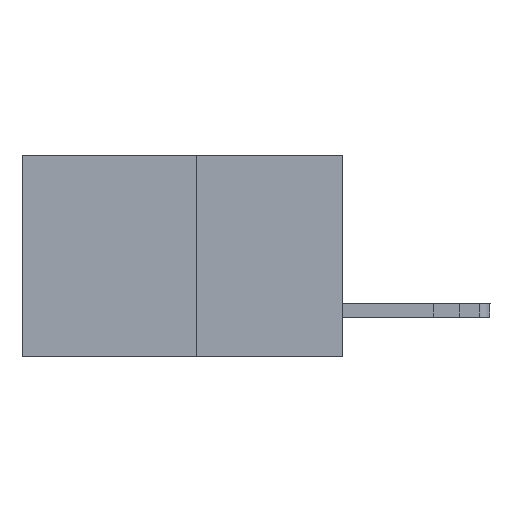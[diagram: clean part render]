
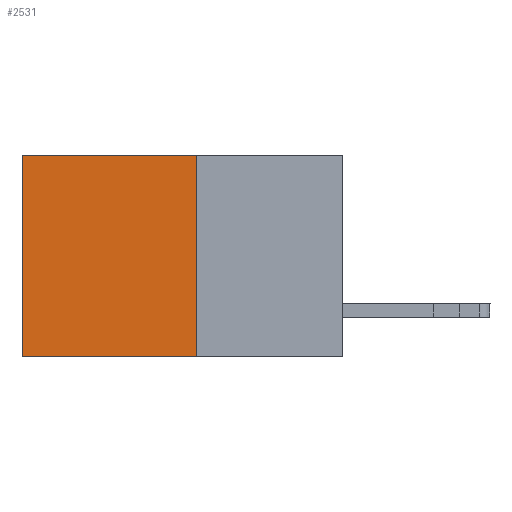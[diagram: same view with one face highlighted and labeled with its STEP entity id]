
A CAD part, left-side view. The second image highlights one B-rep face of the part: STEP entity #2531.
In plain terms, the highlighted planar face has unit normal (-1, 0, 0).
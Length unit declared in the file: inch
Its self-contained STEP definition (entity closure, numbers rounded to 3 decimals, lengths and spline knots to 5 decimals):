
#513 = VERTEX_POINT ( 'NONE', #12392 ) ;
#550 = DIRECTION ( 'NONE',  ( 0., 1., 0. ) ) ;
#592 = LINE ( 'NONE', #3654, #5885 ) ;
#1301 = DIRECTION ( 'NONE',  ( 1., 0., 0. ) ) ;
#2028 = LINE ( 'NONE', #5415, #12334 ) ;
#2261 = VERTEX_POINT ( 'NONE', #12780 ) ;
#2531 = ADVANCED_FACE ( 'NONE', ( #6964 ), #8208, .F. ) ;
#2949 = ORIENTED_EDGE ( 'NONE', *, *, #11404, .F. ) ;
#3049 = VECTOR ( 'NONE', #550, 39.37008 ) ;
#3654 = CARTESIAN_POINT ( 'NONE',  ( 0.277, 0.59, -0.37 ) ) ;
#3918 = EDGE_CURVE ( 'NONE', #2261, #4543, #2028, .T. ) ;
#4543 = VERTEX_POINT ( 'NONE', #13293 ) ;
#4782 = DIRECTION ( 'NONE',  ( 0., 0., -1. ) ) ;
#5415 = CARTESIAN_POINT ( 'NONE',  ( 0.277, 0.27, 0. ) ) ;
#5564 = VERTEX_POINT ( 'NONE', #10345 ) ;
#5661 = EDGE_LOOP ( 'NONE', ( #11072, #8718, #2949, #13276 ) ) ;
#5885 = VECTOR ( 'NONE', #4782, 39.37008 ) ;
#5920 = CARTESIAN_POINT ( 'NONE',  ( 0.277, 0.27, -0.37 ) ) ;
#6964 = FACE_OUTER_BOUND ( 'NONE', #5661, .T. ) ;
#7036 = VECTOR ( 'NONE', #8565, 39.37008 ) ;
#8208 = PLANE ( 'NONE',  #8937 ) ;
#8565 = DIRECTION ( 'NONE',  ( 0., 0., -1. ) ) ;
#8674 = LINE ( 'NONE', #9995, #3049 ) ;
#8718 = ORIENTED_EDGE ( 'NONE', *, *, #13441, .F. ) ;
#8937 = AXIS2_PLACEMENT_3D ( 'NONE', #5920, #1301, #9246 ) ;
#9246 = DIRECTION ( 'NONE',  ( 0., 0., -1. ) ) ;
#9798 = LINE ( 'NONE', #11571, #7036 ) ;
#9995 = CARTESIAN_POINT ( 'NONE',  ( 0.277, 0.27, -0.37 ) ) ;
#10345 = CARTESIAN_POINT ( 'NONE',  ( 0.277, 0.59, -0.37 ) ) ;
#11072 = ORIENTED_EDGE ( 'NONE', *, *, #13426, .T. ) ;
#11404 = EDGE_CURVE ( 'NONE', #2261, #513, #9798, .T. ) ;
#11571 = CARTESIAN_POINT ( 'NONE',  ( 0.277, 0.27, -0.37 ) ) ;
#12017 = DIRECTION ( 'NONE',  ( 0., 1., 0. ) ) ;
#12334 = VECTOR ( 'NONE', #12017, 39.37008 ) ;
#12392 = CARTESIAN_POINT ( 'NONE',  ( 0.277, 0.27, -0.37 ) ) ;
#12780 = CARTESIAN_POINT ( 'NONE',  ( 0.277, 0.27, 0. ) ) ;
#13276 = ORIENTED_EDGE ( 'NONE', *, *, #3918, .T. ) ;
#13293 = CARTESIAN_POINT ( 'NONE',  ( 0.277, 0.59, 0. ) ) ;
#13426 = EDGE_CURVE ( 'NONE', #4543, #5564, #592, .T. ) ;
#13441 = EDGE_CURVE ( 'NONE', #513, #5564, #8674, .T. ) ;
